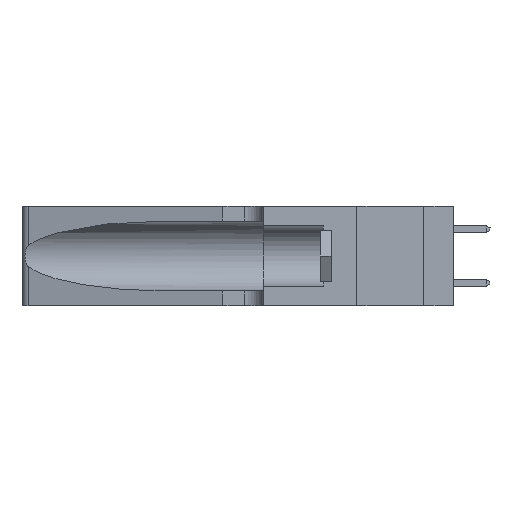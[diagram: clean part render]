
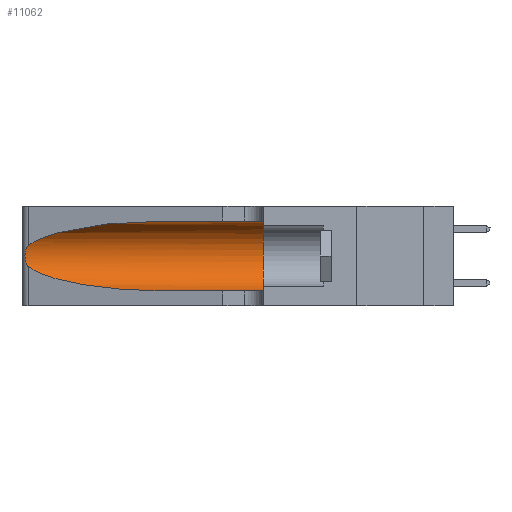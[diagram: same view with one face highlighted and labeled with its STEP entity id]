
A CAD part, left-side view. The second image highlights one B-rep face of the part: STEP entity #11062.
In plain terms, the highlighted cylindrical face has radius 3.308 mm (diameter 6.617 mm), a partial arc.
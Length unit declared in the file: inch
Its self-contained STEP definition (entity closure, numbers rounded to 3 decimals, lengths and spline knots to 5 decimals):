
#467 = CARTESIAN_POINT ( 'NONE',  ( 0.1305, 0.35, 0.05475 ) ) ;
#955 =( BOUNDED_CURVE ( )  B_SPLINE_CURVE ( 3, ( #11250, #22365, #1924, #15028 ),
 .UNSPECIFIED., .F., .T. ) 
 B_SPLINE_CURVE_WITH_KNOTS ( ( 4, 4 ),
 ( 1.5708, 2.84003 ),
 .UNSPECIFIED. ) 
 CURVE ( )  GEOMETRIC_REPRESENTATION_ITEM ( )  RATIONAL_B_SPLINE_CURVE ( ( 1., 0.87, 0.87, 1. ) ) 
 REPRESENTATION_ITEM ( '' )  );
#1231 = CARTESIAN_POINT ( 'NONE',  ( 0.1305, 0.72297, 0.05475 ) ) ;
#1454 = B_SPLINE_CURVE_WITH_KNOTS ( 'NONE', 3,
 ( #7792, #20846, #13529, #2278, #15366, #4197, #17205, #6105, #19047, #7955, #20927, #9809, #22813, #11687 ),
 .UNSPECIFIED., .F., .F.,
 ( 4, 2, 2, 2, 2, 2, 4 ),
 ( 0., 0.00027, 0.00053, 0.00107, 0.0016, 0.00187, 0.00214 ),
 .UNSPECIFIED. ) ;
#1678 = VERTEX_POINT ( 'NONE', #5674 ) ;
#1824 = VERTEX_POINT ( 'NONE', #467 ) ;
#1924 = CARTESIAN_POINT ( 'NONE',  ( 0.2373, 1.15595, 0.28018 ) ) ;
#2278 = CARTESIAN_POINT ( 'NONE',  ( 0.25787, 1.23484, 0.2124 ) ) ;
#2808 =( BOUNDED_CURVE ( )  B_SPLINE_CURVE ( 3, ( #16167, #10529, #17933, #5032 ),
 .UNSPECIFIED., .F., .F. ) 
 B_SPLINE_CURVE_WITH_KNOTS ( ( 4, 4 ),
 ( 3.44316, 4.71239 ),
 .UNSPECIFIED. ) 
 CURVE ( )  GEOMETRIC_REPRESENTATION_ITEM ( )  RATIONAL_B_SPLINE_CURVE ( ( 1., 0.87, 0.87, 1. ) ) 
 REPRESENTATION_ITEM ( '' )  );
#3242 = VECTOR ( 'NONE', #4204, 39.37008 ) ;
#3390 = CARTESIAN_POINT ( 'NONE',  ( 0.1305, 0.35, 0.31525 ) ) ;
#3449 = EDGE_CURVE ( 'NONE', #23029, #1824, #6926, .T. ) ;
#3507 = EDGE_CURVE ( 'NONE', #15768, #7200, #2808, .T. ) ;
#4197 = CARTESIAN_POINT ( 'NONE',  ( 0.26018, 1.23835, 0.19895 ) ) ;
#4204 = DIRECTION ( 'NONE',  ( 0., -1., 0. ) ) ;
#4225 = CARTESIAN_POINT ( 'NONE',  ( 0.1305, 1.61858, 0.31525 ) ) ;
#4326 = ORIENTED_EDGE ( 'NONE', *, *, #3507, .T. ) ;
#5032 = CARTESIAN_POINT ( 'NONE',  ( 0.1305, 0.72297, 0.05475 ) ) ;
#5674 = CARTESIAN_POINT ( 'NONE',  ( 0.1305, 0.72297, 0.31525 ) ) ;
#6105 = CARTESIAN_POINT ( 'NONE',  ( 0.26075, 1.23896, 0.178 ) ) ;
#6682 = FACE_OUTER_BOUND ( 'NONE', #22630, .T. ) ;
#6749 = DIRECTION ( 'NONE',  ( 0., 1., 0. ) ) ;
#6760 = VECTOR ( 'NONE', #7983, 39.37008 ) ;
#6926 = CIRCLE ( 'NONE', #22094, 0.13025 ) ;
#7200 = VERTEX_POINT ( 'NONE', #1231 ) ;
#7328 = VERTEX_POINT ( 'NONE', #23918 ) ;
#7792 = CARTESIAN_POINT ( 'NONE',  ( 0.25487, 1.22718, 0.22369 ) ) ;
#7955 = CARTESIAN_POINT ( 'NONE',  ( 0.25856, 1.23593, 0.16098 ) ) ;
#7983 = DIRECTION ( 'NONE',  ( 0., -1., 0. ) ) ;
#8287 = EDGE_CURVE ( 'NONE', #7200, #1824, #17519, .T. ) ;
#9595 = ORIENTED_EDGE ( 'NONE', *, *, #19317, .T. ) ;
#9713 = EDGE_CURVE ( 'NONE', #1678, #23029, #12284, .T. ) ;
#9809 = CARTESIAN_POINT ( 'NONE',  ( 0.25639, 1.23186, 0.15144 ) ) ;
#10529 = CARTESIAN_POINT ( 'NONE',  ( 0.2373, 1.15595, 0.08982 ) ) ;
#11017 = CYLINDRICAL_SURFACE ( 'NONE', #22674, 0.13025 ) ;
#11062 = ADVANCED_FACE ( 'NONE', ( #6682 ), #11017, .F. ) ;
#11250 = CARTESIAN_POINT ( 'NONE',  ( 0.1305, 0.72297, 0.31525 ) ) ;
#11491 = DIRECTION ( 'NONE',  ( 0., -1., 0. ) ) ;
#11687 = CARTESIAN_POINT ( 'NONE',  ( 0.25487, 1.22718, 0.14631 ) ) ;
#12284 = LINE ( 'NONE', #4225, #6760 ) ;
#13498 = ORIENTED_EDGE ( 'NONE', *, *, #3449, .F. ) ;
#13524 = ORIENTED_EDGE ( 'NONE', *, *, #9713, .F. ) ;
#13529 = CARTESIAN_POINT ( 'NONE',  ( 0.25639, 1.23184, 0.21858 ) ) ;
#14460 = ORIENTED_EDGE ( 'NONE', *, *, #8287, .T. ) ;
#15028 = CARTESIAN_POINT ( 'NONE',  ( 0.25487, 1.22718, 0.22369 ) ) ;
#15366 = CARTESIAN_POINT ( 'NONE',  ( 0.25854, 1.2359, 0.20912 ) ) ;
#15768 = VERTEX_POINT ( 'NONE', #18557 ) ;
#16167 = CARTESIAN_POINT ( 'NONE',  ( 0.25487, 1.22718, 0.14631 ) ) ;
#17205 = CARTESIAN_POINT ( 'NONE',  ( 0.26075, 1.23896, 0.19203 ) ) ;
#17293 = CARTESIAN_POINT ( 'NONE',  ( 0.1305, 1.61858, 0.05475 ) ) ;
#17295 = EDGE_CURVE ( 'NONE', #7328, #15768, #1454, .T. ) ;
#17519 = LINE ( 'NONE', #17293, #3242 ) ;
#17851 = CARTESIAN_POINT ( 'NONE',  ( 0.1305, 0.35, 0.185 ) ) ;
#17933 = CARTESIAN_POINT ( 'NONE',  ( 0.18966, 0.96281, 0.05475 ) ) ;
#18557 = CARTESIAN_POINT ( 'NONE',  ( 0.25487, 1.22718, 0.14631 ) ) ;
#19047 = CARTESIAN_POINT ( 'NONE',  ( 0.26017, 1.23833, 0.17102 ) ) ;
#19317 = EDGE_CURVE ( 'NONE', #1678, #7328, #955, .T. ) ;
#19700 = DIRECTION ( 'NONE',  ( 0., 0., 1. ) ) ;
#20846 = CARTESIAN_POINT ( 'NONE',  ( 0.25555, 1.22994, 0.2215 ) ) ;
#20891 = DIRECTION ( 'NONE',  ( 0., 0., -1. ) ) ;
#20927 = CARTESIAN_POINT ( 'NONE',  ( 0.25789, 1.23486, 0.15765 ) ) ;
#22051 = ORIENTED_EDGE ( 'NONE', *, *, #17295, .T. ) ;
#22094 = AXIS2_PLACEMENT_3D ( 'NONE', #17851, #6749, #19700 ) ;
#22365 = CARTESIAN_POINT ( 'NONE',  ( 0.18966, 0.96281, 0.31525 ) ) ;
#22630 = EDGE_LOOP ( 'NONE', ( #9595, #22051, #4326, #14460, #13498, #13524 ) ) ;
#22674 = AXIS2_PLACEMENT_3D ( 'NONE', #22778, #11491, #20891 ) ;
#22778 = CARTESIAN_POINT ( 'NONE',  ( 0.1305, 1.61858, 0.185 ) ) ;
#22813 = CARTESIAN_POINT ( 'NONE',  ( 0.25555, 1.22993, 0.14849 ) ) ;
#23029 = VERTEX_POINT ( 'NONE', #3390 ) ;
#23918 = CARTESIAN_POINT ( 'NONE',  ( 0.25487, 1.22718, 0.22369 ) ) ;
